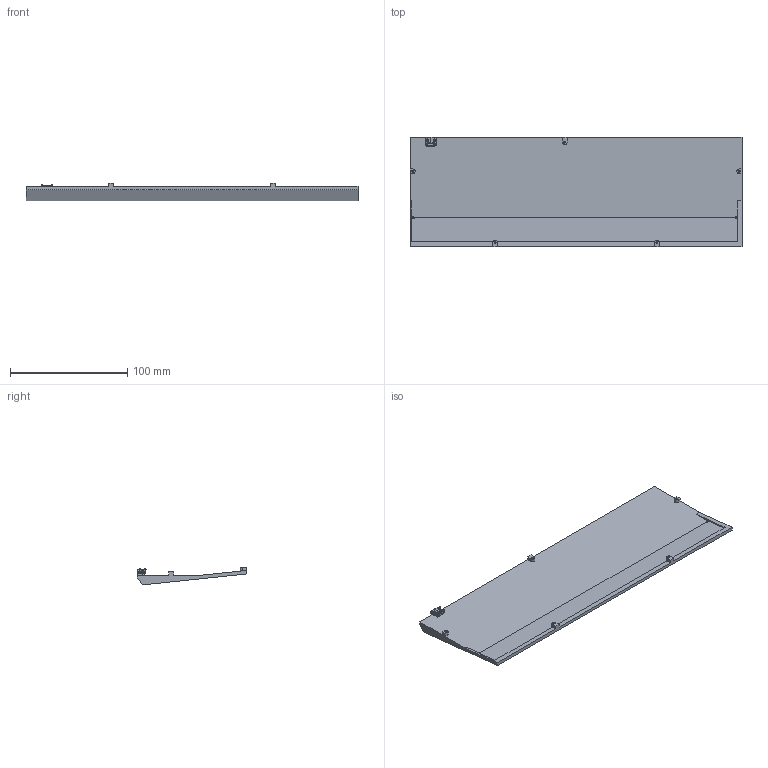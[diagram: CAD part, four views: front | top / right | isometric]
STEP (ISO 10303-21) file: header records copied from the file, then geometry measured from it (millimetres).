
FILE_DESCRIPTION(/* description */ ('KiCad electronic assembly'),/* implementation_level */ '2;1');
FILE_NAME(/* name */ 'bny6xv2_typeL_bot.step',/* time_stamp */ '2025-11-13T00:58:25+09:00',/* author */ (''),/* organization */ (''),/* preprocessor_version */ 'ST-DEVELOPER v20.1',/* originating_system */ 'Autodesk Translation Framework v14.21.0.0',/* authorisation */ '');
FILE_SCHEMA (('AUTOMOTIVE_DESIGN { 1 0 10303 214 3 1 1 }'));
Length unit declared in the file: millimetre
Products named in the file (2): bny6x2 1; USB_C_Receptacle_GCT_USB4105-xx-A_16P_TopMnt_Horizontal
Assembly tree (1 placements, depth 2):
  bny6x2 1
    USB_C_Receptacle_GCT_USB4105-xx-A_16P_TopMnt_Horizontal
Bounding box: 283.38 x 93.87 x 15.25 mm (x, y, z)
Volume: 108423.4 mm3; surface area: 57778.1 mm2
Topology: 37 solids, 37 shells, 696 faces, 1719 edges, 1087 vertices
Faces by surface type: plane 533, cylinder 150, cone 13
Full cylindrical faces by diameter (mm): 0.5 x2, 1.623 x5
Entity records: 21027 total; most frequent: CARTESIAN_POINT 3604, ORIENTED_EDGE 3428, DIRECTION 3426, EDGE_CURVE 1714, LINE 1376, VECTOR 1376, VERTEX_POINT 1087, AXIS2_PLACEMENT_3D 1025
